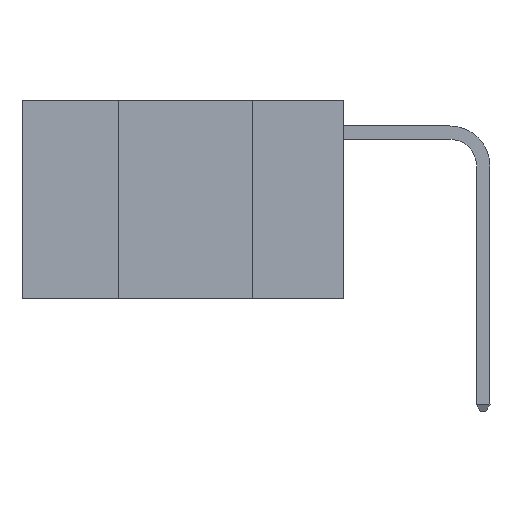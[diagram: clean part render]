
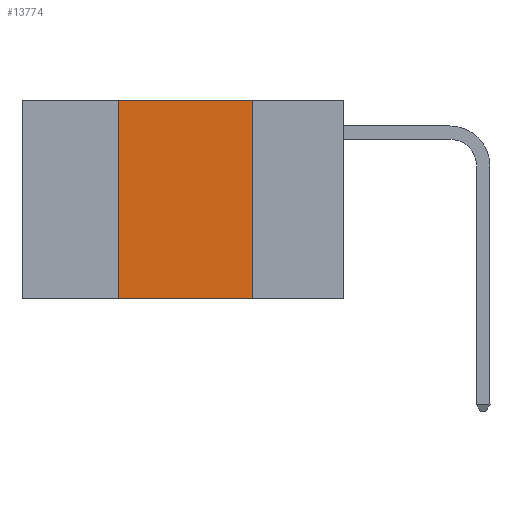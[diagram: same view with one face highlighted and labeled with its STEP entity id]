
A CAD part, left-side view. The second image highlights one B-rep face of the part: STEP entity #13774.
In plain terms, the highlighted planar face has unit normal (-1, 0, 0).
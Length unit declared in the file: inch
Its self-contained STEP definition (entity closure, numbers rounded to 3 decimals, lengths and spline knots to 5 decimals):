
#37 = DIRECTION ( 'NONE',  ( 0., 0., -1. ) ) ;
#369 = LINE ( 'NONE', #15762, #20267 ) ;
#1290 = CARTESIAN_POINT ( 'NONE',  ( 0., 0.6, 0. ) ) ;
#1669 = VERTEX_POINT ( 'NONE', #24422 ) ;
#2731 = CARTESIAN_POINT ( 'NONE',  ( 0., 0.17, 0. ) ) ;
#3343 = DIRECTION ( 'NONE',  ( 1., 0., 0. ) ) ;
#3519 = FACE_OUTER_BOUND ( 'NONE', #6727, .T. ) ;
#5478 = DIRECTION ( 'NONE',  ( 0., 0., 1. ) ) ;
#5633 = CARTESIAN_POINT ( 'NONE',  ( 0., 0.6, 0. ) ) ;
#5918 = CARTESIAN_POINT ( 'NONE',  ( 0., 0.42, -0.37 ) ) ;
#6098 = EDGE_CURVE ( 'NONE', #17613, #24429, #10669, .T. ) ;
#6311 = DIRECTION ( 'NONE',  ( 0., -1., 0. ) ) ;
#6727 = EDGE_LOOP ( 'NONE', ( #21420, #16454, #18202, #23791 ) ) ;
#7182 = LINE ( 'NONE', #13076, #20983 ) ;
#8077 = LINE ( 'NONE', #5633, #8666 ) ;
#8421 = AXIS2_PLACEMENT_3D ( 'NONE', #1290, #3343, #16765 ) ;
#8666 = VECTOR ( 'NONE', #17013, 39.37008 ) ;
#8684 = EDGE_CURVE ( 'NONE', #23093, #1669, #7182, .T. ) ;
#10669 = LINE ( 'NONE', #11856, #14516 ) ;
#11856 = CARTESIAN_POINT ( 'NONE',  ( 0., 0.17, 0. ) ) ;
#12980 = PLANE ( 'NONE',  #8421 ) ;
#13076 = CARTESIAN_POINT ( 'NONE',  ( 0., 0.42, 0. ) ) ;
#13774 = ADVANCED_FACE ( 'NONE', ( #3519 ), #12980, .F. ) ;
#13903 = EDGE_CURVE ( 'NONE', #1669, #17613, #8077, .T. ) ;
#14516 = VECTOR ( 'NONE', #37, 39.37008 ) ;
#15762 = CARTESIAN_POINT ( 'NONE',  ( 0., 0.6, -0.37 ) ) ;
#16454 = ORIENTED_EDGE ( 'NONE', *, *, #13903, .F. ) ;
#16726 = EDGE_CURVE ( 'NONE', #23093, #24429, #369, .T. ) ;
#16765 = DIRECTION ( 'NONE',  ( 0., 0., -1. ) ) ;
#17013 = DIRECTION ( 'NONE',  ( 0., -1., 0. ) ) ;
#17613 = VERTEX_POINT ( 'NONE', #2731 ) ;
#18202 = ORIENTED_EDGE ( 'NONE', *, *, #8684, .F. ) ;
#18451 = CARTESIAN_POINT ( 'NONE',  ( 0., 0.17, -0.37 ) ) ;
#20267 = VECTOR ( 'NONE', #6311, 39.37008 ) ;
#20983 = VECTOR ( 'NONE', #5478, 39.37008 ) ;
#21420 = ORIENTED_EDGE ( 'NONE', *, *, #6098, .F. ) ;
#23093 = VERTEX_POINT ( 'NONE', #5918 ) ;
#23791 = ORIENTED_EDGE ( 'NONE', *, *, #16726, .T. ) ;
#24422 = CARTESIAN_POINT ( 'NONE',  ( 0., 0.42, 0. ) ) ;
#24429 = VERTEX_POINT ( 'NONE', #18451 ) ;
